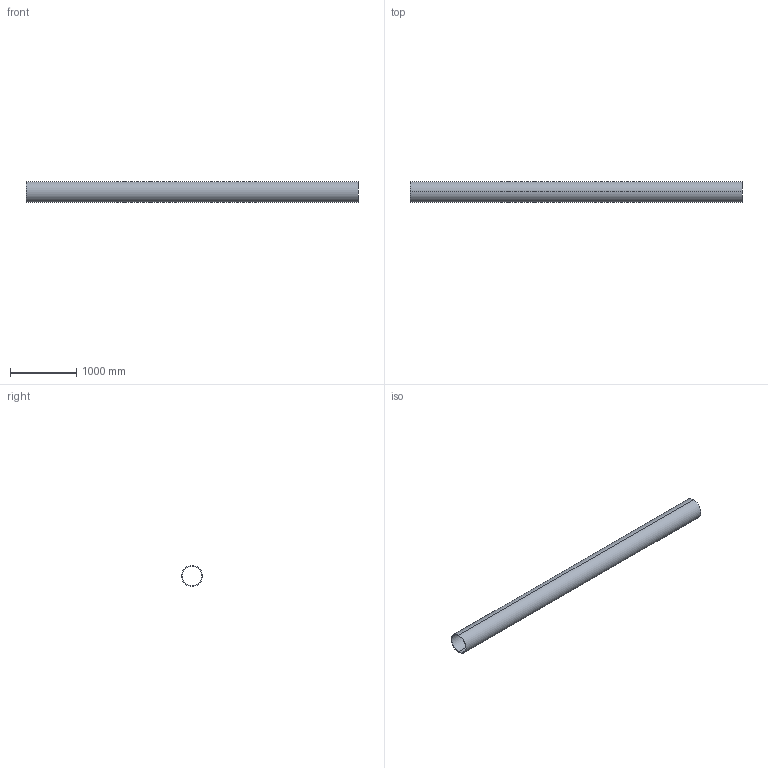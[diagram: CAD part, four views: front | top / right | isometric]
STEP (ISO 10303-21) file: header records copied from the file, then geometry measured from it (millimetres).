
FILE_DESCRIPTION( ( '' ), '1' );
FILE_NAME( 'AGRU_25705031533_PE_100_schwarz_Rohr__5m_315X9_7__SDR33__ISO_S-16_05.stp', '2018-01-02T12:24:53', ( '' ), ( '' ), ' ', ' ', ' ' );
FILE_SCHEMA( ( 'automotive_design' ) );
Length unit declared in the file: millimetre
Products named in the file (1): 1
Bounding box: 5000 x 315 x 315 mm (x, y, z)
Volume: 46517719.5 mm3; surface area: 9609889.5 mm2
Topology: 1 solids, 1 shells, 6 faces, 12 edges, 8 vertices
Faces by surface type: cylinder 4, plane 2
Entity records: 340 total; most frequent: DIRECTION 34, STYLED_ITEM 27, PRESENTATION_STYLE_ASSIGNMENT 27, CARTESIAN_POINT 27, COLOUR_RGB 27, ORIENTED_EDGE 24, AXIS2_PLACEMENT_3D 15, EDGE_CURVE 12
